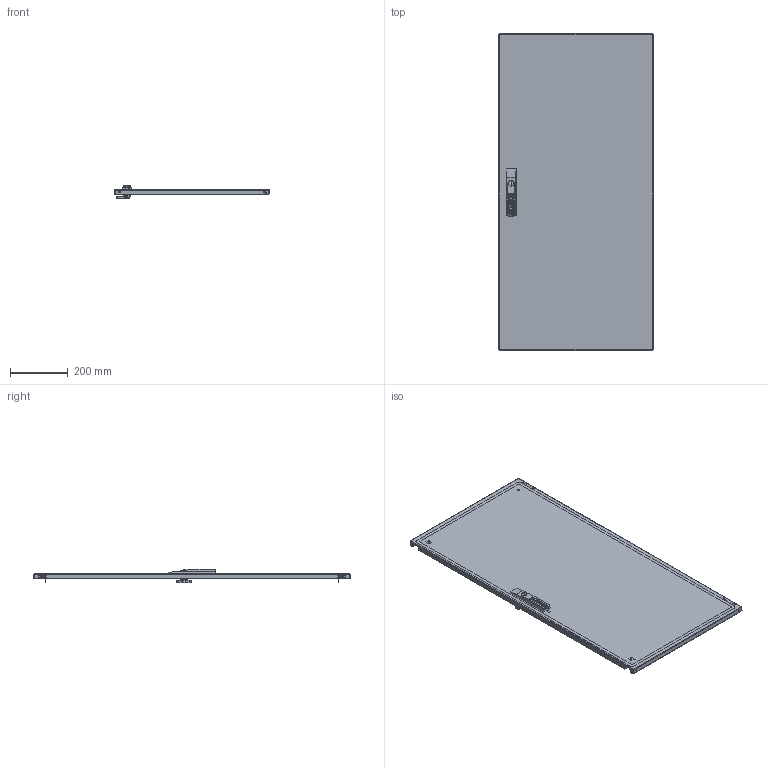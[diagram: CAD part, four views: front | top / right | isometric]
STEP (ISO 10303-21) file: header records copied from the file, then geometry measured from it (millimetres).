
FILE_DESCRIPTION(('STEP AP214'),'1');
FILE_NAME('cctmp_5D7C0D31-4035-462E-805D-EF075A76DB31_2023_07_22_15_49_26_0457..stp','2023-07-22T13:49:27',('SIEMENS A&D'),('CADClick - www.CADClick.com'),'Spatial InterOp 3D postprocessed',' ','unknown authorization');
FILE_SCHEMA(('AUTOMOTIVE_DESIGN'));
Length unit declared in the file: millimetre
Products named in the file (12): cc_unnamed; 2023_07_22_15_49_26_0420; 2023_07_22_15_49_26_0416; 2023_07_22_15_49_26_0412; 2023_07_22_15_49_26_0408; 2023_07_22_15_49_26_0404; 2023_07_22_15_49_26_0400; 2023_07_22_15_49_26_0396; 2023_07_22_15_49_26_0392; 2023_07_22_15_49_26_0388; 2023_07_22_15_49_26_0384; 2023_07_22_15_49_26_0380
Assembly tree (11 placements, depth 2):
  cc_unnamed
    2023_07_22_15_49_26_0420
    2023_07_22_15_49_26_0416
    2023_07_22_15_49_26_0412
    2023_07_22_15_49_26_0408
    2023_07_22_15_49_26_0404
    2023_07_22_15_49_26_0400
    2023_07_22_15_49_26_0396
    2023_07_22_15_49_26_0392
    2023_07_22_15_49_26_0388
    2023_07_22_15_49_26_0384
    2023_07_22_15_49_26_0380
Bounding box: 534.5 x 1096 x 45.51 mm (x, y, z)
Volume: 951232.6 mm3; surface area: 1435997.4 mm2
Topology: 11 solids, 11 shells, 749 faces, 1996 edges, 1295 vertices
Faces by surface type: plane 440, cylinder 256, torus 42, cone 9, sphere 2
Entity records: 26174 total; most frequent: CARTESIAN_POINT 4389, DIRECTION 4118, ORIENTED_EDGE 3980, EDGE_CURVE 1990, AXIS2_PLACEMENT_3D 1386, LINE 1346, VECTOR 1346, VERTEX_POINT 1295
